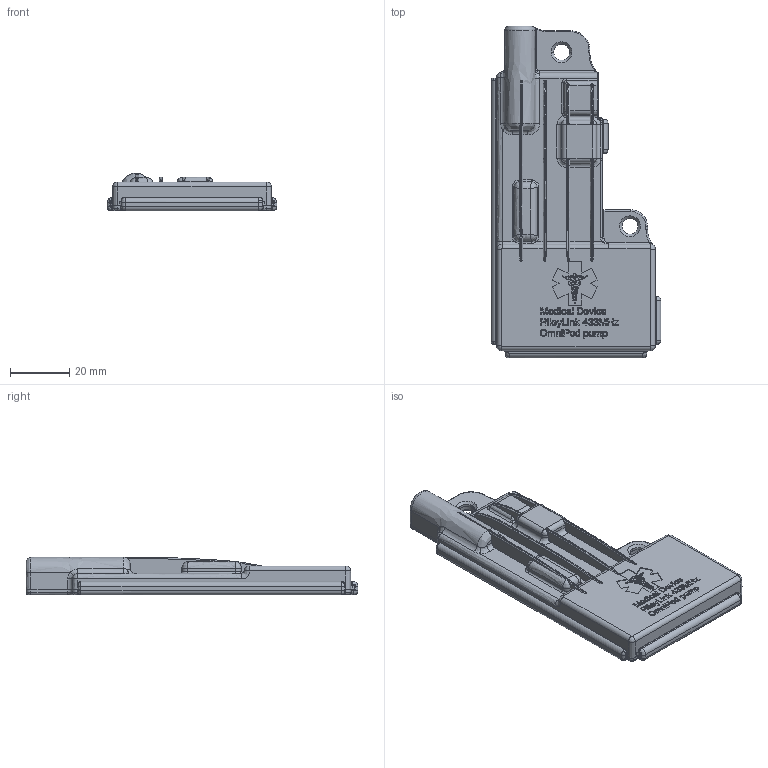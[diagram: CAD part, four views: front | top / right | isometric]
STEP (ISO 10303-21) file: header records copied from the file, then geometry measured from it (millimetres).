
FILE_DESCRIPTION(('FreeCAD Model'),'2;1');
FILE_NAME('Open CASCADE Shape Model','2025-04-29T20:08:13',('FreeCAD'),( 'FreeCAD'),'Open CASCADE STEP processor 7.6','FreeCAD','Unknown');
FILE_SCHEMA(('AUTOMOTIVE_DESIGN { 1 0 10303 214 1 1 1 1 }'));
Products named in the file (1): Open CASCADE STEP translator 7.6 1
Bounding box: 57.41 x 112.19 x 12.68 mm (x, y, z)
Volume: 18890 mm3; surface area: 26575.4 mm2
Topology: 2 solids, 2 shells, 1721 faces, 4543 edges, 2862 vertices
Faces by surface type: bspline 1721
Entity records: 93197 total; most frequent: CARTESIAN_POINT 66256, ORIENTED_EDGE 8998, EDGE_CURVE 4498, B_SPLINE_CURVE_WITH_KNOTS 3989, VERTEX_POINT 2862, FACE_BOUND 1813, EDGE_LOOP 1813, ADVANCED_FACE 1721
